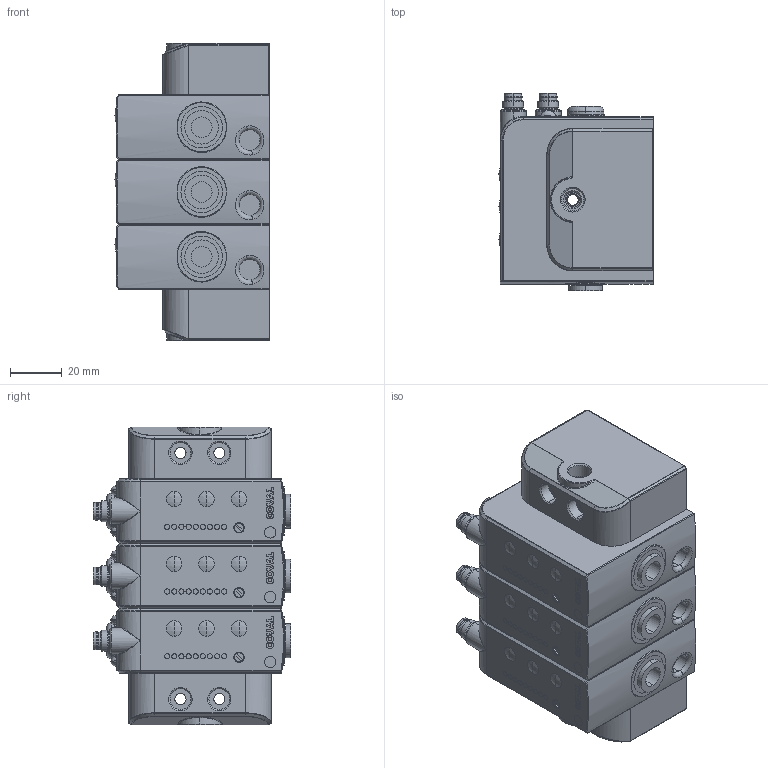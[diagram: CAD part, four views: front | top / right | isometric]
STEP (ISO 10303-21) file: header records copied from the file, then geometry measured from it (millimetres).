
FILE_DESCRIPTION(('STEP AP214'),'1');
FILE_NAME('COVAL_LEM90X14SVAB3.stp','2017-12-27T17:35:27',('TraceParts'),('TraceParts S.A.'),'Spatial InterOp 3D',' ',' ');
FILE_SCHEMA(('automotive_design'));
Length unit declared in the file: millimetre
Products named in the file (20): COVAL_LEM90X14SVAB3_1; COVAL_LEM90X14SVAB3_2; COVAL_LEM90X14SVAB3_3; COVAL_LEM90X14SVAB3_4; COVAL_LEM90X14SVAB3_5; COVAL_LEM90X14SVAB3_6; COVAL_LEM90X14SVAB3_7; COVAL_LEM90X14SVAB3_8; COVAL_LEM90X14SVAB3_9; COVAL_LEM90X14SVAB3_10; COVAL_LEM90X14SVAB3_11; COVAL_LEM90X14SVAB3_12; COVAL_LEM90X14SVAB3_13; COVAL_LEM90X14SVAB3_14; COVAL_LEM90X14SVAB3_15; COVAL_LEM90X14SVAB3_16; COVAL_LEM90X14SVAB3_17; COVAL_LEM90X14SVAB3_18; COVAL_LEM90X14SVAB3_19; COVAL_LEM90X14SVAB3_20
Bounding box: 59.47 x 76.3 x 115 mm (x, y, z)
Volume: 354698 mm3; surface area: 84041.2 mm2
Topology: 20 solids, 24 shells, 1889 faces, 4423 edges, 2765 vertices
Faces by surface type: cylinder 616, plane 543, bspline 397, cone 212, torus 70, sphere 51
Entity records: 88955 total; most frequent: CARTESIAN_POINT 31991, ORIENTED_EDGE 8760, DIRECTION 8240, EDGE_CURVE 4380, AXIS2_PLACEMENT_3D 3224, VERTEX_POINT 2765, EDGE_LOOP 2167, STYLED_ITEM 1891
